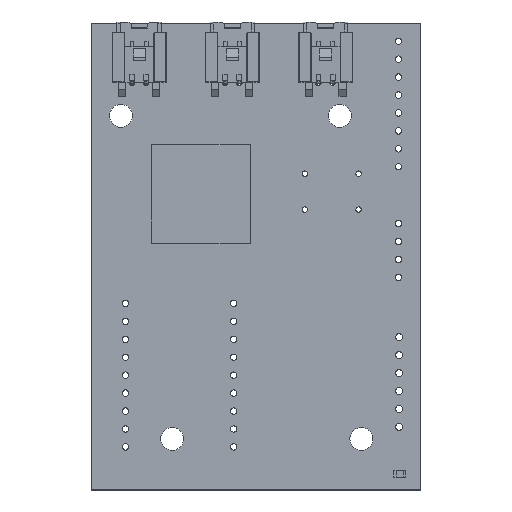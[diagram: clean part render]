
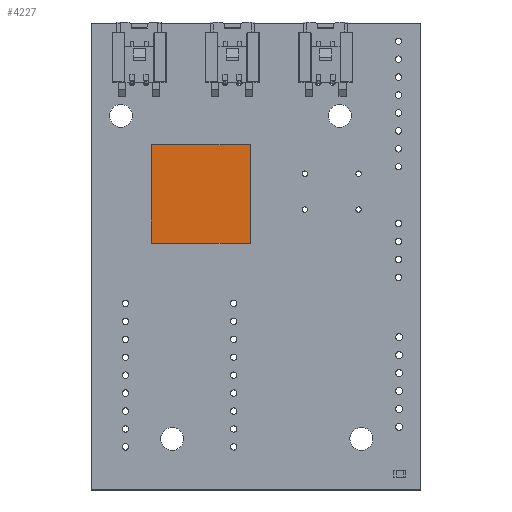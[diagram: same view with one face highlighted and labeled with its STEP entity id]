
A CAD part, top view. The second image highlights one B-rep face of the part: STEP entity #4227.
In plain terms, the highlighted planar face has unit normal (0, 0, 1).
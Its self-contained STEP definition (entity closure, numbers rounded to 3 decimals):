
#4098 = VERTEX_POINT('',#4099);
#4099 = CARTESIAN_POINT('',(-7.,-7.,1.55));
#4105 = EDGE_CURVE('',#4098,#4106,#4108,.T.);
#4106 = VERTEX_POINT('',#4107);
#4107 = CARTESIAN_POINT('',(7.,-7.,1.55));
#4108 = LINE('',#4109,#4110);
#4109 = CARTESIAN_POINT('',(-7.,-7.,1.55));
#4110 = VECTOR('',#4111,1.);
#4111 = DIRECTION('',(1.,0.,0.));
#4136 = EDGE_CURVE('',#4106,#4137,#4139,.T.);
#4137 = VERTEX_POINT('',#4138);
#4138 = CARTESIAN_POINT('',(7.,7.,1.55));
#4139 = LINE('',#4140,#4141);
#4140 = CARTESIAN_POINT('',(7.,-7.,1.55));
#4141 = VECTOR('',#4142,1.);
#4142 = DIRECTION('',(0.,1.,0.));
#4167 = EDGE_CURVE('',#4137,#4168,#4170,.T.);
#4168 = VERTEX_POINT('',#4169);
#4169 = CARTESIAN_POINT('',(-7.,7.,1.55));
#4170 = LINE('',#4171,#4172);
#4171 = CARTESIAN_POINT('',(7.,7.,1.55));
#4172 = VECTOR('',#4173,1.);
#4173 = DIRECTION('',(-1.,0.,0.));
#4198 = EDGE_CURVE('',#4168,#4098,#4199,.T.);
#4199 = LINE('',#4200,#4201);
#4200 = CARTESIAN_POINT('',(-7.,7.,1.55));
#4201 = VECTOR('',#4202,1.);
#4202 = DIRECTION('',(0.,-1.,0.));
#4227 = ADVANCED_FACE('',(#4228),#4234,.F.);
#4228 = FACE_BOUND('',#4229,.T.);
#4229 = EDGE_LOOP('',(#4230,#4231,#4232,#4233));
#4230 = ORIENTED_EDGE('',*,*,#4105,.T.);
#4231 = ORIENTED_EDGE('',*,*,#4136,.T.);
#4232 = ORIENTED_EDGE('',*,*,#4167,.T.);
#4233 = ORIENTED_EDGE('',*,*,#4198,.T.);
#4234 = PLANE('',#4235);
#4235 = AXIS2_PLACEMENT_3D('',#4236,#4237,#4238);
#4236 = CARTESIAN_POINT('',(-7.,-7.,1.55));
#4237 = DIRECTION('',(0.,0.,-1.));
#4238 = DIRECTION('',(-1.,0.,0.));
